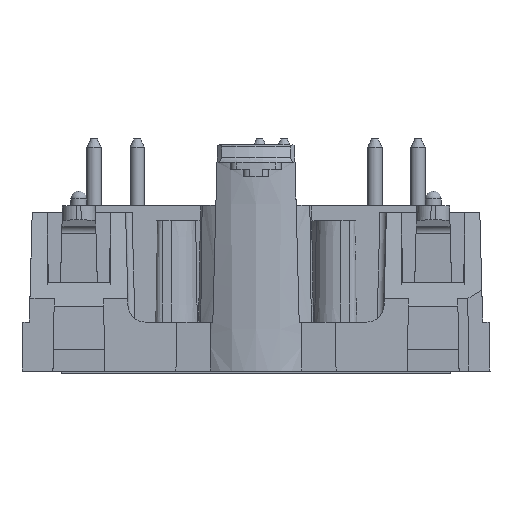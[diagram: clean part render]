
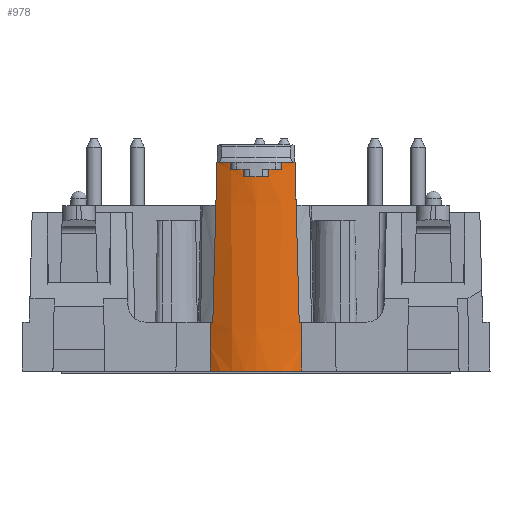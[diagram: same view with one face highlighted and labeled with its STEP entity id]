
A CAD part, left-side view. The second image highlights one B-rep face of the part: STEP entity #978.
In plain terms, the highlighted conical face has half-angle 0.516 degrees and reference radius 5.5 mm.
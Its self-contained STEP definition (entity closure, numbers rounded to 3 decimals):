
#978 = ADVANCED_FACE( '', ( #2873 ), #2874, .T. );
#2873 = FACE_OUTER_BOUND( '', #5884, .T. );
#2874 = CONICAL_SURFACE( '', #5885, 5.5, 0.009 );
#5884 = EDGE_LOOP( '', ( #8971, #8972, #8973, #8974, #8975, #8976, #8977, #8978, #8979, #8980, #8981, #8982, #8983, #8984, #8985, #8986 ) );
#5885 = AXIS2_PLACEMENT_3D( '', #8987, #8988, #8989 );
#8971 = ORIENTED_EDGE( '', *, *, #17322, .F. );
#8972 = ORIENTED_EDGE( '', *, *, #17323, .F. );
#8973 = ORIENTED_EDGE( '', *, *, #17324, .T. );
#8974 = ORIENTED_EDGE( '', *, *, #17325, .F. );
#8975 = ORIENTED_EDGE( '', *, *, #17326, .T. );
#8976 = ORIENTED_EDGE( '', *, *, #17327, .T. );
#8977 = ORIENTED_EDGE( '', *, *, #17328, .T. );
#8978 = ORIENTED_EDGE( '', *, *, #17329, .T. );
#8979 = ORIENTED_EDGE( '', *, *, #17330, .T. );
#8980 = ORIENTED_EDGE( '', *, *, #17331, .T. );
#8981 = ORIENTED_EDGE( '', *, *, #17332, .T. );
#8982 = ORIENTED_EDGE( '', *, *, #17333, .T. );
#8983 = ORIENTED_EDGE( '', *, *, #17334, .T. );
#8984 = ORIENTED_EDGE( '', *, *, #17335, .F. );
#8985 = ORIENTED_EDGE( '', *, *, #17336, .T. );
#8986 = ORIENTED_EDGE( '', *, *, #17337, .T. );
#8987 = CARTESIAN_POINT( '', ( -27.5, 0., 3.25 ) );
#8988 = DIRECTION( '', ( 0., 0., 1. ) );
#8989 = DIRECTION( '', ( -1., 0., 0. ) );
#17322 = EDGE_CURVE( '', #20594, #20595, #20596, .T. );
#17323 = EDGE_CURVE( '', #20597, #20594, #20598, .T. );
#17324 = EDGE_CURVE( '', #20597, #20599, #20600, .T. );
#17325 = EDGE_CURVE( '', #20601, #20599, #20602, .T. );
#17326 = EDGE_CURVE( '', #20601, #20603, #20604, .T. );
#17327 = EDGE_CURVE( '', #20603, #20605, #20606, .T. );
#17328 = EDGE_CURVE( '', #20605, #20607, #20608, .T. );
#17329 = EDGE_CURVE( '', #20607, #20609, #20610, .T. );
#17330 = EDGE_CURVE( '', #20609, #20611, #20612, .T. );
#17331 = EDGE_CURVE( '', #20611, #20613, #20614, .T. );
#17332 = EDGE_CURVE( '', #20613, #20615, #20616, .T. );
#17333 = EDGE_CURVE( '', #20615, #20617, #20618, .T. );
#17334 = EDGE_CURVE( '', #20617, #20619, #20620, .T. );
#17335 = EDGE_CURVE( '', #20621, #20619, #20622, .T. );
#17336 = EDGE_CURVE( '', #20621, #20623, #20624, .T. );
#17337 = EDGE_CURVE( '', #20623, #20595, #20625, .T. );
#20594 = VERTEX_POINT( '', #25404 );
#20595 = VERTEX_POINT( '', #25405 );
#20596 = CIRCLE( '', #25406, 5.469 );
#20597 = VERTEX_POINT( '', #25407 );
#20598 = ELLIPSE( '', #25408, 248.172, 3.71 );
#20599 = VERTEX_POINT( '', #25409 );
#20600 = CIRCLE( '', #25410, 5.5 );
#20601 = VERTEX_POINT( '', #25411 );
#20602 = ELLIPSE( '', #25412, 283.039, 6.957 );
#20603 = VERTEX_POINT( '', #25413 );
#20604 = CIRCLE( '', #25414, 5.6 );
#20605 = VERTEX_POINT( '', #25415 );
#20606 = LINE( '', #25416, #25417 );
#20607 = VERTEX_POINT( '', #25418 );
#20608 = CIRCLE( '', #25419, 5.595 );
#20609 = VERTEX_POINT( '', #25420 );
#20610 = LINE( '', #25421, #25422 );
#20611 = VERTEX_POINT( '', #25423 );
#20612 = CIRCLE( '', #25424, 5.591 );
#20613 = VERTEX_POINT( '', #25425 );
#20614 = LINE( '', #25426, #25427 );
#20615 = VERTEX_POINT( '', #25428 );
#20616 = CIRCLE( '', #25429, 5.595 );
#20617 = VERTEX_POINT( '', #25430 );
#20618 = LINE( '', #25431, #25432 );
#20619 = VERTEX_POINT( '', #25433 );
#20620 = CIRCLE( '', #25434, 5.6 );
#20621 = VERTEX_POINT( '', #25435 );
#20622 = ELLIPSE( '', #25436, 283.039, 6.957 );
#20623 = VERTEX_POINT( '', #25437 );
#20624 = CIRCLE( '', #25438, 5.5 );
#20625 = ELLIPSE( '', #25439, 248.172, 3.71 );
#25404 = CARTESIAN_POINT( '', ( -31.941, -3.193, -0.15 ) );
#25405 = CARTESIAN_POINT( '', ( -31.941, 3.193, -0.15 ) );
#25406 = AXIS2_PLACEMENT_3D( '', #32283, #32284, #32285 );
#25407 = CARTESIAN_POINT( '', ( -32., -3.162, 3.25 ) );
#25408 = AXIS2_PLACEMENT_3D( '', #32286, #32287, #32288 );
#25409 = CARTESIAN_POINT( '', ( -32.11, -3., 3.25 ) );
#25410 = AXIS2_PLACEMENT_3D( '', #32289, #32290, #32291 );
#25411 = CARTESIAN_POINT( '', ( -32.401, -2.709, 14.35 ) );
#25412 = AXIS2_PLACEMENT_3D( '', #32292, #32293, #32294 );
#25413 = CARTESIAN_POINT( '', ( -32.82, -1.75, 14.35 ) );
#25414 = AXIS2_PLACEMENT_3D( '', #32295, #32296, #32297 );
#25415 = CARTESIAN_POINT( '', ( -32.815, -1.75, 13.85 ) );
#25416 = CARTESIAN_POINT( '', ( -32.817, -1.75, 14.1 ) );
#25417 = VECTOR( '', #32298, 1000. );
#25418 = CARTESIAN_POINT( '', ( -33.023, -0.9, 13.85 ) );
#25419 = AXIS2_PLACEMENT_3D( '', #32299, #32300, #32301 );
#25420 = CARTESIAN_POINT( '', ( -33.018, -0.9, 13.35 ) );
#25421 = CARTESIAN_POINT( '', ( -33.02, -0.9, 13.6 ) );
#25422 = VECTOR( '', #32302, 1000. );
#25423 = CARTESIAN_POINT( '', ( -33.018, 0.9, 13.35 ) );
#25424 = AXIS2_PLACEMENT_3D( '', #32303, #32304, #32305 );
#25425 = CARTESIAN_POINT( '', ( -33.023, 0.9, 13.85 ) );
#25426 = CARTESIAN_POINT( '', ( -33.02, 0.9, 13.6 ) );
#25427 = VECTOR( '', #32306, 1000. );
#25428 = CARTESIAN_POINT( '', ( -32.815, 1.75, 13.85 ) );
#25429 = AXIS2_PLACEMENT_3D( '', #32307, #32308, #32309 );
#25430 = CARTESIAN_POINT( '', ( -32.82, 1.75, 14.35 ) );
#25431 = CARTESIAN_POINT( '', ( -32.817, 1.75, 14.1 ) );
#25432 = VECTOR( '', #32310, 1000. );
#25433 = CARTESIAN_POINT( '', ( -32.401, 2.709, 14.35 ) );
#25434 = AXIS2_PLACEMENT_3D( '', #32311, #32312, #32313 );
#25435 = CARTESIAN_POINT( '', ( -32.11, 3., 3.25 ) );
#25436 = AXIS2_PLACEMENT_3D( '', #32314, #32315, #32316 );
#25437 = CARTESIAN_POINT( '', ( -32., 3.162, 3.25 ) );
#25438 = AXIS2_PLACEMENT_3D( '', #32317, #32318, #32319 );
#25439 = AXIS2_PLACEMENT_3D( '', #32320, #32321, #32322 );
#32283 = CARTESIAN_POINT( '', ( -27.5, 0., -0.15 ) );
#32284 = DIRECTION( '', ( 0., 0., -1. ) );
#32285 = DIRECTION( '', ( 1., 0., 0. ) );
#32286 = CARTESIAN_POINT( '', ( -29.735, 0., -126.486 ) );
#32287 = DIRECTION( '', ( 1., 0., 0.017 ) );
#32288 = DIRECTION( '', ( -0.017, 0., 1. ) );
#32289 = CARTESIAN_POINT( '', ( -27.5, 0., 3.25 ) );
#32290 = DIRECTION( '', ( 0., 0., -1. ) );
#32291 = DIRECTION( '', ( -1., 0., 0. ) );
#32292 = CARTESIAN_POINT( '', ( -27.5, 2.549, 215.159 ) );
#32293 = DIRECTION( '', ( 0., -1., 0.026 ) );
#32294 = DIRECTION( '', ( 0., 0.026, 1. ) );
#32295 = CARTESIAN_POINT( '', ( -27.5, 0., 14.35 ) );
#32296 = DIRECTION( '', ( 0., 0., -1. ) );
#32297 = DIRECTION( '', ( -1., 0., 0. ) );
#32298 = DIRECTION( '', ( 0.009, 0., -1. ) );
#32299 = CARTESIAN_POINT( '', ( -27.5, 0., 13.85 ) );
#32300 = DIRECTION( '', ( 0., 0., -1. ) );
#32301 = DIRECTION( '', ( -1., 0., 0. ) );
#32302 = DIRECTION( '', ( 0.009, 0., -1. ) );
#32303 = CARTESIAN_POINT( '', ( -27.5, 0., 13.35 ) );
#32304 = DIRECTION( '', ( 0., 0., -1. ) );
#32305 = DIRECTION( '', ( -1., 0., 0. ) );
#32306 = DIRECTION( '', ( -0.009, 0., 1. ) );
#32307 = CARTESIAN_POINT( '', ( -27.5, 0., 13.85 ) );
#32308 = DIRECTION( '', ( 0., 0., -1. ) );
#32309 = DIRECTION( '', ( -1., 0., 0. ) );
#32310 = DIRECTION( '', ( -0.009, 0., 1. ) );
#32311 = CARTESIAN_POINT( '', ( -27.5, 0., 14.35 ) );
#32312 = DIRECTION( '', ( 0., 0., -1. ) );
#32313 = DIRECTION( '', ( -1., 0., 0. ) );
#32314 = CARTESIAN_POINT( '', ( -27.5, -2.549, 215.159 ) );
#32315 = DIRECTION( '', ( 0., 1., 0.026 ) );
#32316 = DIRECTION( '', ( 0., -0.026, 1. ) );
#32317 = CARTESIAN_POINT( '', ( -27.5, 0., 3.25 ) );
#32318 = DIRECTION( '', ( 0., 0., -1. ) );
#32319 = DIRECTION( '', ( -1., 0., 0. ) );
#32320 = CARTESIAN_POINT( '', ( -29.735, 0., -126.486 ) );
#32321 = DIRECTION( '', ( -1., 0., -0.017 ) );
#32322 = DIRECTION( '', ( -0.017, 0., 1. ) );
